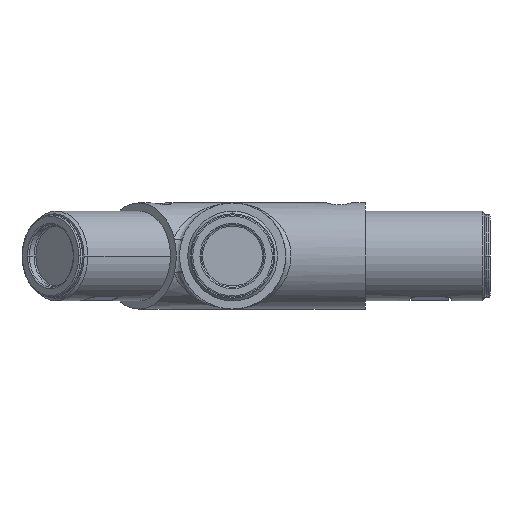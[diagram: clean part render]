
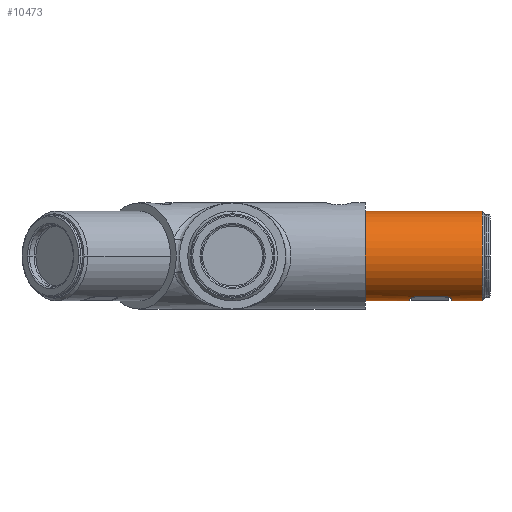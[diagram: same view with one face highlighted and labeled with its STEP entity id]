
A CAD part, left-side view. The second image highlights one B-rep face of the part: STEP entity #10473.
In plain terms, the highlighted cylindrical face has radius 16.9 mm (diameter 33.8 mm), a partial arc.
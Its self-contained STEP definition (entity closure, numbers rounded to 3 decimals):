
#277 = CARTESIAN_POINT ( 'NONE',  ( -27.97, -68.644, -14.414 ) ) ;
#512 = LINE ( 'NONE', #8083, #8368 ) ;
#524 = CARTESIAN_POINT ( 'NONE',  ( -31.347, -40.387, -14.16 ) ) ;
#808 = ORIENTED_EDGE ( 'NONE', *, *, #7291, .F. ) ;
#1063 = EDGE_CURVE ( 'NONE', #3005, #14198, #4193, .T. ) ;
#1426 = CARTESIAN_POINT ( 'NONE',  ( -34.189, -41.06, -13.229 ) ) ;
#1449 = CARTESIAN_POINT ( 'NONE',  ( -34.97, -54.144, -12.896 ) ) ;
#1885 = CARTESIAN_POINT ( 'NONE',  ( -29.668, -40.319, -14.414 ) ) ;
#1953 = DIRECTION ( 'NONE',  ( 0., 1., 0. ) ) ;
#2108 = CARTESIAN_POINT ( 'NONE',  ( -33.1, -56.144, -13.617 ) ) ;
#2300 = ORIENTED_EDGE ( 'NONE', *, *, #7530, .T. ) ;
#2348 = CARTESIAN_POINT ( 'NONE',  ( -27.97, -67.644, 19.386 ) ) ;
#2709 = CARTESIAN_POINT ( 'NONE',  ( -34.289, -41.156, -13.189 ) ) ;
#2981 = CARTESIAN_POINT ( 'NONE',  ( -27.97, -23.644, 2.486 ) ) ;
#3005 = VERTEX_POINT ( 'NONE', #11550 ) ;
#3166 = CARTESIAN_POINT ( 'NONE',  ( -32.97, -56.144, -13.658 ) ) ;
#3213 = CARTESIAN_POINT ( 'NONE',  ( -34.704, -55.174, -13.015 ) ) ;
#3292 = CARTESIAN_POINT ( 'NONE',  ( -34.171, -55.748, -13.236 ) ) ;
#3345 = VERTEX_POINT ( 'NONE', #1449 ) ;
#3363 = VERTEX_POINT ( 'NONE', #3755 ) ;
#3462 = CARTESIAN_POINT ( 'NONE',  ( -34.273, -55.666, -13.195 ) ) ;
#3479 = ORIENTED_EDGE ( 'NONE', *, *, #5308, .F. ) ;
#3563 = CARTESIAN_POINT ( 'NONE',  ( -27.97, -23.644, -14.414 ) ) ;
#3607 = B_SPLINE_CURVE_WITH_KNOTS ( 'NONE', 3,
 ( #7644, #15547, #15472, #14416, #9257, #13194, #14504, #1426, #2709, #11652, #11570, #6671, #11907, #4952, #16931, #9084, #10213, #3665 ),
 .UNSPECIFIED., .F., .F.,
 ( 4, 2, 2, 2, 2, 2, 2, 2, 4 ),
 ( 0., 0., 0.001, 0.001, 0.002, 0.002, 0.003, 0.003, 0.003 ),
 .UNSPECIFIED. ) ;
#3665 = CARTESIAN_POINT ( 'NONE',  ( -34.97, -42.796, -12.896 ) ) ;
#3726 = VERTEX_POINT ( 'NONE', #8069 ) ;
#3728 = ORIENTED_EDGE ( 'NONE', *, *, #9691, .T. ) ;
#3755 = CARTESIAN_POINT ( 'NONE',  ( -27.97, -67.644, -14.414 ) ) ;
#3760 = CARTESIAN_POINT ( 'NONE',  ( -27.97, -68.644, 2.486 ) ) ;
#4118 =( BOUNDED_CURVE ( )  B_SPLINE_CURVE ( 3, ( #8099, #524, #1885, #11071 ),
 .UNSPECIFIED., .F., .F. ) 
 B_SPLINE_CURVE_WITH_KNOTS ( ( 4, 4 ),
 ( 5.983, 6.283 ),
 .UNSPECIFIED. ) 
 CURVE ( )  GEOMETRIC_REPRESENTATION_ITEM ( )  RATIONAL_B_SPLINE_CURVE ( ( 1., 0.992, 0.992, 1. ) ) 
 REPRESENTATION_ITEM ( '' )  );
#4186 = ORIENTED_EDGE ( 'NONE', *, *, #8939, .T. ) ;
#4193 = CIRCLE ( 'NONE', #6387, 16.9 ) ;
#4405 = AXIS2_PLACEMENT_3D ( 'NONE', #8762, #9812, #12457 ) ;
#4668 = CARTESIAN_POINT ( 'NONE',  ( -34.861, -54.807, -12.946 ) ) ;
#4900 = EDGE_CURVE ( 'NONE', #6812, #14198, #8194, .T. ) ;
#4952 = CARTESIAN_POINT ( 'NONE',  ( -34.861, -42.096, -12.946 ) ) ;
#5020 = VERTEX_POINT ( 'NONE', #3166 ) ;
#5051 = DIRECTION ( 'NONE',  ( 0., 1., 0. ) ) ;
#5308 = EDGE_CURVE ( 'NONE', #3363, #3726, #512, .T. ) ;
#5452 = EDGE_CURVE ( 'NONE', #3363, #12175, #12977, .T. ) ;
#5858 = CARTESIAN_POINT ( 'NONE',  ( -34.97, -42.796, -12.896 ) ) ;
#6053 = CARTESIAN_POINT ( 'NONE',  ( -33.842, -55.948, -13.362 ) ) ;
#6064 = DIRECTION ( 'NONE',  ( 0., 0., -1. ) ) ;
#6106 = DIRECTION ( 'NONE',  ( 0., 0., 1. ) ) ;
#6387 = AXIS2_PLACEMENT_3D ( 'NONE', #2981, #14612, #6600 ) ;
#6600 = DIRECTION ( 'NONE',  ( 0., 0., 1. ) ) ;
#6625 = VECTOR ( 'NONE', #11214, 1000. ) ;
#6628 = ORIENTED_EDGE ( 'NONE', *, *, #5452, .T. ) ;
#6671 = CARTESIAN_POINT ( 'NONE',  ( -34.696, -41.709, -13.018 ) ) ;
#6812 = VERTEX_POINT ( 'NONE', #8970 ) ;
#7049 = DIRECTION ( 'NONE',  ( 0., 1., 0. ) ) ;
#7185 = CARTESIAN_POINT ( 'NONE',  ( -33.228, -56.131, -13.576 ) ) ;
#7282 = CARTESIAN_POINT ( 'NONE',  ( -27.97, -67.644, 2.486 ) ) ;
#7291 = EDGE_CURVE ( 'NONE', #16313, #6812, #4118, .T. ) ;
#7315 = B_SPLINE_CURVE_WITH_KNOTS ( 'NONE', 3,
 ( #10957, #13866, #15105, #16481, #4668, #3213, #12585, #3462, #3292, #8573, #6053, #13788, #16235, #7185, #2108, #15022 ),
 .UNSPECIFIED., .F., .F.,
 ( 4, 2, 2, 2, 2, 2, 2, 4 ),
 ( 0., 0., 0.001, 0.002, 0.002, 0.002, 0.003, 0.003 ),
 .UNSPECIFIED. ) ;
#7530 = EDGE_CURVE ( 'NONE', #16313, #15885, #3607, .T. ) ;
#7644 = CARTESIAN_POINT ( 'NONE',  ( -32.97, -40.521, -13.658 ) ) ;
#8069 = CARTESIAN_POINT ( 'NONE',  ( -27.97, -56.144, -14.414 ) ) ;
#8083 = CARTESIAN_POINT ( 'NONE',  ( -27.97, -68.644, -14.414 ) ) ;
#8099 = CARTESIAN_POINT ( 'NONE',  ( -32.97, -40.521, -13.658 ) ) ;
#8194 = LINE ( 'NONE', #277, #12988 ) ;
#8213 = ORIENTED_EDGE ( 'NONE', *, *, #13886, .T. ) ;
#8368 = VECTOR ( 'NONE', #10625, 1000. ) ;
#8536 = DIRECTION ( 'NONE',  ( 0., -1., 0. ) ) ;
#8573 = CARTESIAN_POINT ( 'NONE',  ( -33.955, -55.889, -13.319 ) ) ;
#8762 = CARTESIAN_POINT ( 'NONE',  ( -27.97, -56.144, 2.486 ) ) ;
#8939 = EDGE_CURVE ( 'NONE', #5020, #3726, #15420, .T. ) ;
#8970 = CARTESIAN_POINT ( 'NONE',  ( -27.97, -40.319, -14.414 ) ) ;
#8989 = CARTESIAN_POINT ( 'NONE',  ( -32.97, -40.521, -13.658 ) ) ;
#9084 = CARTESIAN_POINT ( 'NONE',  ( -34.955, -42.508, -12.903 ) ) ;
#9095 = ORIENTED_EDGE ( 'NONE', *, *, #11411, .T. ) ;
#9257 = CARTESIAN_POINT ( 'NONE',  ( -33.623, -40.689, -13.441 ) ) ;
#9691 = EDGE_CURVE ( 'NONE', #3345, #5020, #7315, .T. ) ;
#9743 = CARTESIAN_POINT ( 'NONE',  ( -34.97, -68.644, -12.896 ) ) ;
#9812 = DIRECTION ( 'NONE',  ( 0., -1., 0. ) ) ;
#10213 = CARTESIAN_POINT ( 'NONE',  ( -34.97, -42.652, -12.896 ) ) ;
#10473 = ADVANCED_FACE ( 'NONE', ( #12548 ), #13831, .T. ) ;
#10625 = DIRECTION ( 'NONE',  ( 0., 1., 0. ) ) ;
#10957 = CARTESIAN_POINT ( 'NONE',  ( -34.97, -54.144, -12.896 ) ) ;
#11071 = CARTESIAN_POINT ( 'NONE',  ( -27.97, -40.319, -14.414 ) ) ;
#11214 = DIRECTION ( 'NONE',  ( 0., 1., 0. ) ) ;
#11316 = VECTOR ( 'NONE', #8536, 1000. ) ;
#11411 = EDGE_CURVE ( 'NONE', #12175, #3005, #13561, .T. ) ;
#11550 = CARTESIAN_POINT ( 'NONE',  ( -27.97, -23.644, 19.386 ) ) ;
#11570 = CARTESIAN_POINT ( 'NONE',  ( -34.551, -41.472, -13.08 ) ) ;
#11652 = CARTESIAN_POINT ( 'NONE',  ( -34.47, -41.362, -13.115 ) ) ;
#11765 = ORIENTED_EDGE ( 'NONE', *, *, #1063, .T. ) ;
#11907 = CARTESIAN_POINT ( 'NONE',  ( -34.759, -41.836, -12.991 ) ) ;
#12175 = VERTEX_POINT ( 'NONE', #2348 ) ;
#12252 = ORIENTED_EDGE ( 'NONE', *, *, #4900, .F. ) ;
#12457 = DIRECTION ( 'NONE',  ( 0., 0., -1. ) ) ;
#12548 = FACE_OUTER_BOUND ( 'NONE', #16229, .T. ) ;
#12585 = CARTESIAN_POINT ( 'NONE',  ( -34.551, -55.395, -13.082 ) ) ;
#12977 = CIRCLE ( 'NONE', #16039, 16.9 ) ;
#12988 = VECTOR ( 'NONE', #7049, 1000. ) ;
#13194 = CARTESIAN_POINT ( 'NONE',  ( -33.863, -40.816, -13.354 ) ) ;
#13561 = LINE ( 'NONE', #16488, #6625 ) ;
#13788 = CARTESIAN_POINT ( 'NONE',  ( -33.605, -56.044, -13.448 ) ) ;
#13831 = CYLINDRICAL_SURFACE ( 'NONE', #14292, 16.9 ) ;
#13866 = CARTESIAN_POINT ( 'NONE',  ( -34.97, -54.28, -12.896 ) ) ;
#13886 = EDGE_CURVE ( 'NONE', #15885, #3345, #14007, .T. ) ;
#14007 = LINE ( 'NONE', #9743, #11316 ) ;
#14198 = VERTEX_POINT ( 'NONE', #3563 ) ;
#14292 = AXIS2_PLACEMENT_3D ( 'NONE', #3760, #5051, #6106 ) ;
#14416 = CARTESIAN_POINT ( 'NONE',  ( -33.497, -40.636, -13.485 ) ) ;
#14504 = CARTESIAN_POINT ( 'NONE',  ( -33.976, -40.891, -13.311 ) ) ;
#14612 = DIRECTION ( 'NONE',  ( 0., -1., 0. ) ) ;
#15022 = CARTESIAN_POINT ( 'NONE',  ( -32.97, -56.144, -13.658 ) ) ;
#15105 = CARTESIAN_POINT ( 'NONE',  ( -34.956, -54.414, -12.903 ) ) ;
#15420 = CIRCLE ( 'NONE', #4405, 16.9 ) ;
#15472 = CARTESIAN_POINT ( 'NONE',  ( -33.239, -40.559, -13.572 ) ) ;
#15547 = CARTESIAN_POINT ( 'NONE',  ( -33.107, -40.533, -13.615 ) ) ;
#15885 = VERTEX_POINT ( 'NONE', #5858 ) ;
#16039 = AXIS2_PLACEMENT_3D ( 'NONE', #7282, #1953, #6064 ) ;
#16229 = EDGE_LOOP ( 'NONE', ( #3479, #6628, #9095, #11765, #12252, #808, #2300, #8213, #3728, #4186 ) ) ;
#16235 = CARTESIAN_POINT ( 'NONE',  ( -33.48, -56.082, -13.491 ) ) ;
#16313 = VERTEX_POINT ( 'NONE', #8989 ) ;
#16481 = CARTESIAN_POINT ( 'NONE',  ( -34.902, -54.677, -12.927 ) ) ;
#16488 = CARTESIAN_POINT ( 'NONE',  ( -27.97, -68.644, 19.386 ) ) ;
#16931 = CARTESIAN_POINT ( 'NONE',  ( -34.901, -42.231, -12.928 ) ) ;
